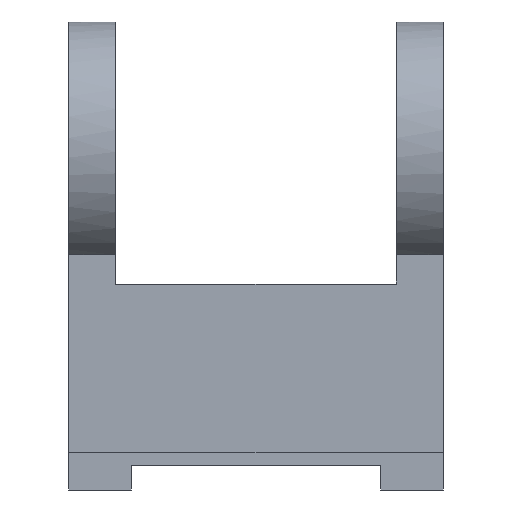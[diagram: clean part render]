
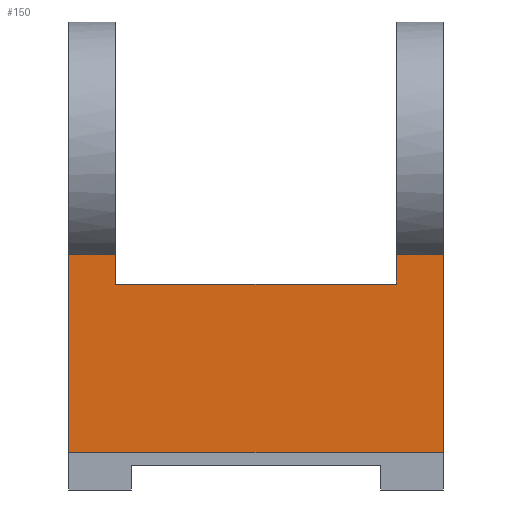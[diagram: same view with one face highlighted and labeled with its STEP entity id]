
A CAD part, left-side view. The second image highlights one B-rep face of the part: STEP entity #150.
In plain terms, the highlighted free-form (B-spline) face has degree [1, 1] with [2, 2] control points.
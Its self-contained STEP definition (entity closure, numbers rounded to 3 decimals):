
#150 = ADVANCED_FACE('',(#151),#209,.T.);
#151 = FACE_BOUND('',#152,.T.);
#152 = EDGE_LOOP('',(#153,#162,#169,#176,#183,#190,#197,#204));
#153 = ORIENTED_EDGE('',*,*,#154,.T.);
#154 = EDGE_CURVE('',#155,#157,#159,.T.);
#155 = VERTEX_POINT('',#156);
#156 = CARTESIAN_POINT('',(-71.536,34.614,
    43.475));
#157 = VERTEX_POINT('',#158);
#158 = CARTESIAN_POINT('',(-71.536,34.614,
    6.923));
#159 = B_SPLINE_CURVE_WITH_KNOTS('',1,(#160,#161),.UNSPECIFIED.,.F.,.F.,
  (2,2),(0.,31.679),.PIECEWISE_BEZIER_KNOTS.);
#160 = CARTESIAN_POINT('',(-71.536,34.614,
    43.475));
#161 = CARTESIAN_POINT('',(-71.536,34.614,
    6.923));
#162 = ORIENTED_EDGE('',*,*,#163,.T.);
#163 = EDGE_CURVE('',#157,#164,#166,.T.);
#164 = VERTEX_POINT('',#165);
#165 = CARTESIAN_POINT('',(-71.536,-34.614,
    6.923));
#166 = B_SPLINE_CURVE_WITH_KNOTS('',1,(#167,#168),.UNSPECIFIED.,.F.,.F.,
  (2,2),(0.,60.),.PIECEWISE_BEZIER_KNOTS.);
#167 = CARTESIAN_POINT('',(-71.536,34.614,
    6.923));
#168 = CARTESIAN_POINT('',(-71.536,-34.614,
    6.923));
#169 = ORIENTED_EDGE('',*,*,#170,.T.);
#170 = EDGE_CURVE('',#164,#171,#173,.T.);
#171 = VERTEX_POINT('',#172);
#172 = CARTESIAN_POINT('',(-71.536,-34.614,
    43.475));
#173 = B_SPLINE_CURVE_WITH_KNOTS('',1,(#174,#175),.UNSPECIFIED.,.F.,.F.,
  (2,2),(0.,31.679),.PIECEWISE_BEZIER_KNOTS.);
#174 = CARTESIAN_POINT('',(-71.536,-34.614,
    6.923));
#175 = CARTESIAN_POINT('',(-71.536,-34.614,
    43.475));
#176 = ORIENTED_EDGE('',*,*,#177,.T.);
#177 = EDGE_CURVE('',#171,#178,#180,.T.);
#178 = VERTEX_POINT('',#179);
#179 = CARTESIAN_POINT('',(-71.536,-25.961,
    43.475));
#180 = B_SPLINE_CURVE_WITH_KNOTS('',1,(#181,#182),.UNSPECIFIED.,.F.,.F.,
  (2,2),(0.,7.5),.PIECEWISE_BEZIER_KNOTS.);
#181 = CARTESIAN_POINT('',(-71.536,-34.614,
    43.475));
#182 = CARTESIAN_POINT('',(-71.536,-25.961,
    43.475));
#183 = ORIENTED_EDGE('',*,*,#184,.T.);
#184 = EDGE_CURVE('',#178,#185,#187,.T.);
#185 = VERTEX_POINT('',#186);
#186 = CARTESIAN_POINT('',(-71.536,-25.961,
    38.076));
#187 = B_SPLINE_CURVE_WITH_KNOTS('',1,(#188,#189),.UNSPECIFIED.,.F.,.F.,
  (2,2),(0.,4.679),.PIECEWISE_BEZIER_KNOTS.);
#188 = CARTESIAN_POINT('',(-71.536,-25.961,
    43.475));
#189 = CARTESIAN_POINT('',(-71.536,-25.961,
    38.076));
#190 = ORIENTED_EDGE('',*,*,#191,.T.);
#191 = EDGE_CURVE('',#185,#192,#194,.T.);
#192 = VERTEX_POINT('',#193);
#193 = CARTESIAN_POINT('',(-71.536,25.961,
    38.076));
#194 = B_SPLINE_CURVE_WITH_KNOTS('',1,(#195,#196),.UNSPECIFIED.,.F.,.F.,
  (2,2),(0.,45.),.PIECEWISE_BEZIER_KNOTS.);
#195 = CARTESIAN_POINT('',(-71.536,-25.961,
    38.076));
#196 = CARTESIAN_POINT('',(-71.536,25.961,
    38.076));
#197 = ORIENTED_EDGE('',*,*,#198,.T.);
#198 = EDGE_CURVE('',#192,#199,#201,.T.);
#199 = VERTEX_POINT('',#200);
#200 = CARTESIAN_POINT('',(-71.536,25.961,
    43.475));
#201 = B_SPLINE_CURVE_WITH_KNOTS('',1,(#202,#203),.UNSPECIFIED.,.F.,.F.,
  (2,2),(0.,4.679),.PIECEWISE_BEZIER_KNOTS.);
#202 = CARTESIAN_POINT('',(-71.536,25.961,
    38.076));
#203 = CARTESIAN_POINT('',(-71.536,25.961,
    43.475));
#204 = ORIENTED_EDGE('',*,*,#205,.T.);
#205 = EDGE_CURVE('',#199,#155,#206,.T.);
#206 = B_SPLINE_CURVE_WITH_KNOTS('',1,(#207,#208),.UNSPECIFIED.,.F.,.F.,
  (2,2),(0.,7.5),.PIECEWISE_BEZIER_KNOTS.);
#207 = CARTESIAN_POINT('',(-71.536,25.961,
    43.475));
#208 = CARTESIAN_POINT('',(-71.536,34.614,
    43.475));
#209 = B_SPLINE_SURFACE_WITH_KNOTS('',1,1,(
    (#210,#211)
    ,(#212,#213
    )),.UNSPECIFIED.,.F.,.F.,.F.,(2,2),(2,2),(-37.679,-6.),(-30.,
    30.),.PIECEWISE_BEZIER_KNOTS.);
#210 = CARTESIAN_POINT('',(-71.536,34.614,
    43.475));
#211 = CARTESIAN_POINT('',(-71.536,-34.614,
    43.475));
#212 = CARTESIAN_POINT('',(-71.536,34.614,
    6.923));
#213 = CARTESIAN_POINT('',(-71.536,-34.614,
    6.923));
